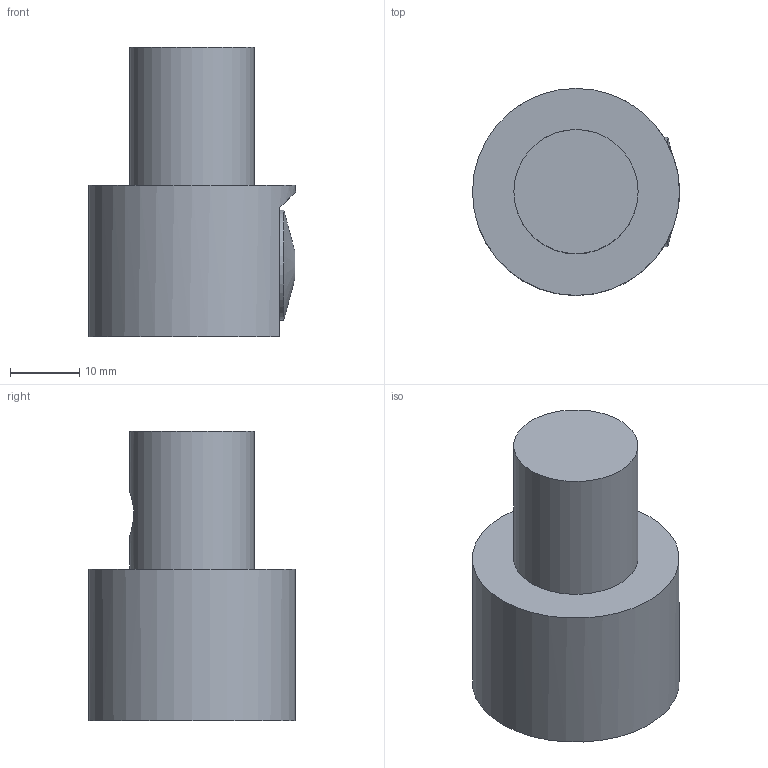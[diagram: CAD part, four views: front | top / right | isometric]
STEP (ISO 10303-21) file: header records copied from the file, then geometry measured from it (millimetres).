
FILE_DESCRIPTION((''),'1');
FILE_NAME('EWN04-15CK3.stp','2022-09-26T07:49:51',(''),(''),'Spatial Interop R21 SP3','Kubotek KeyCreator 2011 V10.0.2 (22737)',' ');
FILE_SCHEMA(('automotive_design'));
Length unit declared in the file: millimetre
Products named in the file (1): 240[2]
Bounding box: 30 x 30 x 42 mm (x, y, z)
Volume: 20338.5 mm3; surface area: 4666 mm2
Topology: 1 solids, 1 shells, 12 faces, 22 edges, 15 vertices
Faces by surface type: plane 7, cylinder 4, cone 1
Full cylindrical faces by diameter (mm): 6.2 x1, 15.9 x1, 18 x1, 30 x1
Entity records: 570 total; most frequent: CARTESIAN_POINT 108, DIRECTION 48, PRESENTATION_STYLE_ASSIGNMENT 41, COLOUR_RGB 41, ORIENTED_EDGE 30, STYLED_ITEM 28, CURVE_STYLE 28, DRAUGHTING_PRE_DEFINED_CURVE_FONT 28
